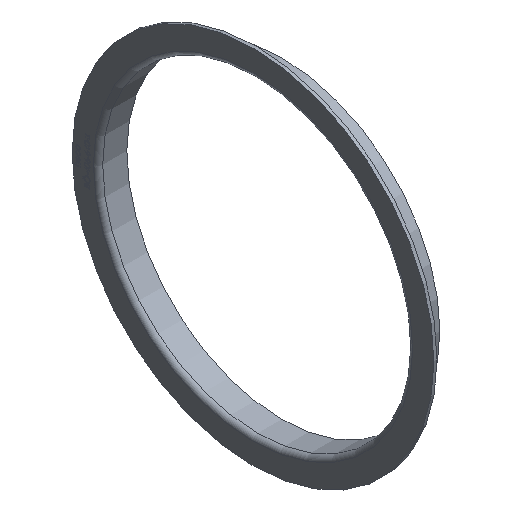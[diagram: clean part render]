
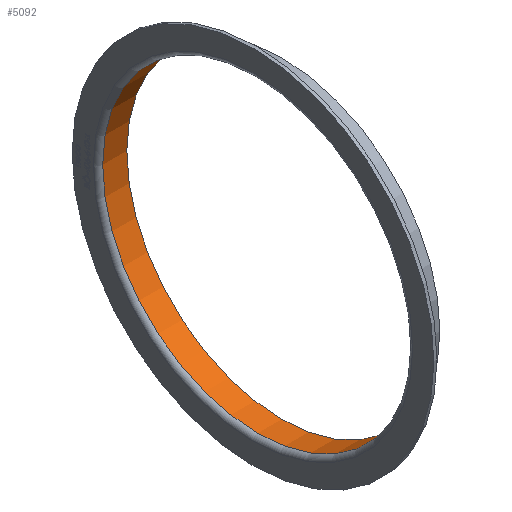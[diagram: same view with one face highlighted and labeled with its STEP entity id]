
A CAD part, isometric view. The second image highlights one B-rep face of the part: STEP entity #5092.
In plain terms, the highlighted cylindrical face has radius 199.2 mm (diameter 398.4 mm), a full revolution.
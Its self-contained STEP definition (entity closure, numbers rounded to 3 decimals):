
#49 = FACE_OUTER_BOUND ( 'NONE', #830, .T. ) ;
#733 = CIRCLE ( 'NONE', #6409, 199.2 ) ;
#793 = FACE_OUTER_BOUND ( 'NONE', #3527, .T. ) ;
#830 = EDGE_LOOP ( 'NONE', ( #5885 ) ) ;
#1300 = CYLINDRICAL_SURFACE ( 'NONE', #9982, 199.2 ) ;
#1350 = AXIS2_PLACEMENT_3D ( 'NONE', #1752, #8295, #10585 ) ;
#1752 = CARTESIAN_POINT ( 'NONE',  ( 6., 0., 0. ) ) ;
#2334 = DIRECTION ( 'NONE',  ( 0., 0., 1. ) ) ;
#3527 = EDGE_LOOP ( 'NONE', ( #6400 ) ) ;
#3826 = CARTESIAN_POINT ( 'NONE',  ( 37., 0., 0. ) ) ;
#3960 = CIRCLE ( 'NONE', #1350, 199.2 ) ;
#4925 = DIRECTION ( 'NONE',  ( 0., 0., 1. ) ) ;
#5092 = ADVANCED_FACE ( 'NONE', ( #793, #49 ), #1300, .F. ) ;
#5885 = ORIENTED_EDGE ( 'NONE', *, *, #13546, .F. ) ;
#6400 = ORIENTED_EDGE ( 'NONE', *, *, #11073, .T. ) ;
#6409 = AXIS2_PLACEMENT_3D ( 'NONE', #3826, #11470, #4925 ) ;
#6974 = VERTEX_POINT ( 'NONE', #10335 ) ;
#8259 = CARTESIAN_POINT ( 'NONE',  ( 37., 0., 199.2 ) ) ;
#8295 = DIRECTION ( 'NONE',  ( -1., 0., 0. ) ) ;
#9263 = CARTESIAN_POINT ( 'NONE',  ( 0., 0., 0. ) ) ;
#9982 = AXIS2_PLACEMENT_3D ( 'NONE', #9263, #10359, #2334 ) ;
#10335 = CARTESIAN_POINT ( 'NONE',  ( 6., 0., -199.2 ) ) ;
#10359 = DIRECTION ( 'NONE',  ( -1., 0., 0. ) ) ;
#10585 = DIRECTION ( 'NONE',  ( 0., 0., -1. ) ) ;
#11073 = EDGE_CURVE ( 'NONE', #6974, #6974, #3960, .T. ) ;
#11438 = VERTEX_POINT ( 'NONE', #8259 ) ;
#11470 = DIRECTION ( 'NONE',  ( -1., 0., 0. ) ) ;
#13546 = EDGE_CURVE ( 'NONE', #11438, #11438, #733, .T. ) ;
